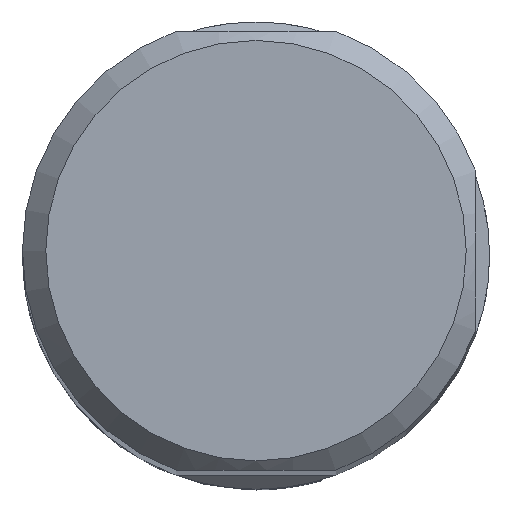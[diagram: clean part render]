
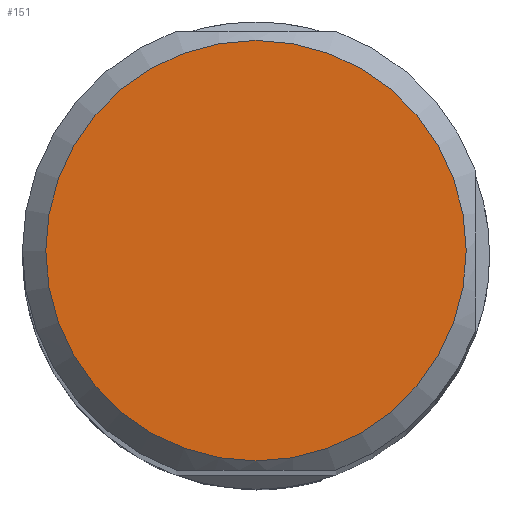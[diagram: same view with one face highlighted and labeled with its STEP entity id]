
A CAD part, top view. The second image highlights one B-rep face of the part: STEP entity #151.
In plain terms, the highlighted planar face has unit normal (0, 0, 1).
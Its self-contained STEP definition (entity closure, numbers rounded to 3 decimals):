
#42=PLANE('',#765);
#151=ADVANCED_FACE('SHANK_FACE_BACK',(#219),#42,.F.);
#219=FACE_OUTER_BOUND('',#238,.T.);
#238=EDGE_LOOP('',(#412));
#412=ORIENTED_EDGE('',*,*,#620,.T.);
#544=VERTEX_POINT('',#1169);
#620=EDGE_CURVE('',#544,#544,#677,.T.);
#677=CIRCLE('',#764,22.5);
#764=AXIS2_PLACEMENT_3D('',#1168,#899,#900);
#765=AXIS2_PLACEMENT_3D('',#1170,#901,#902);
#899=DIRECTION('',(0.,0.,1.));
#900=DIRECTION('',(-1.,0.,0.));
#901=DIRECTION('',(0.,0.,-1.));
#902=DIRECTION('',(1.,0.,0.));
#1168=CARTESIAN_POINT('',(0.,0.,0.));
#1169=CARTESIAN_POINT('',(-22.5,0.,0.));
#1170=CARTESIAN_POINT('',(0.,0.,0.));
